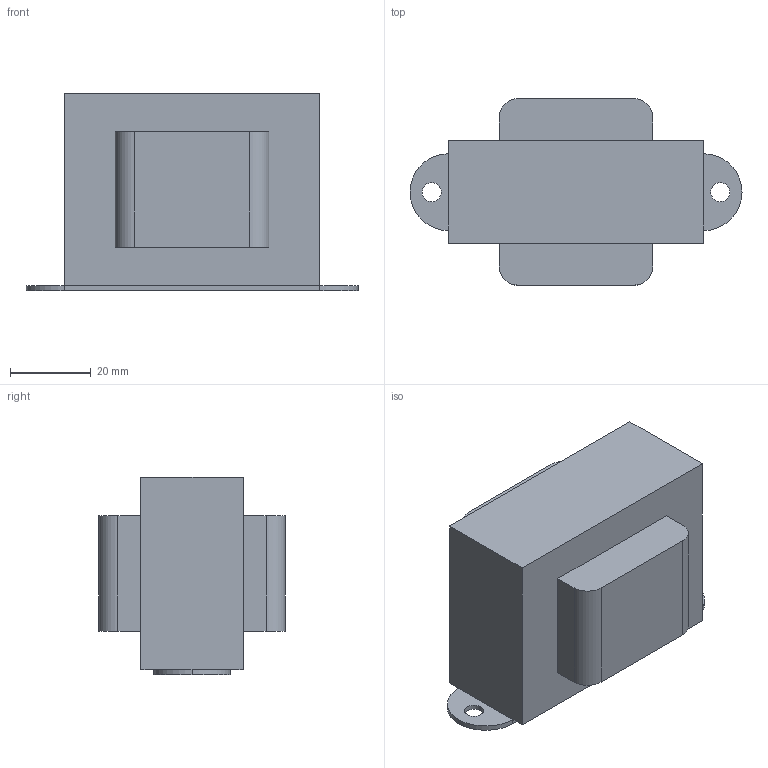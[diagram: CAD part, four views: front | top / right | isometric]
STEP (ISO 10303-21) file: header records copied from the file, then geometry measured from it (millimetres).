
FILE_DESCRIPTION (( 'STEP AP214' ), '1' );
FILE_NAME ('225FBCCC-09B2-46EF-B2B8-5744828C8884.STEP', '2022-10-13T20:13:29', ( '' ), ( '' ), 'SwSTEP 2.0', 'SolidWorks 2022', '' );
FILE_SCHEMA (( 'AUTOMOTIVE_DESIGN' ));
Length unit declared in the file: inch
Products named in the file (1): 225FBCCC-09B2-46EF-B2B8-5744828C8884
Bounding box: 82.26 x 46.23 x 48.9 mm (x, y, z)
Volume: 100426.7 mm3; surface area: 14929.6 mm2
Topology: 1 solids, 1 shells, 33 faces, 79 edges, 50 vertices
Faces by surface type: plane 22, cylinder 11
Entity records: 1155 total; most frequent: DIRECTION 169, CARTESIAN_POINT 163, ORIENTED_EDGE 158, EDGE_CURVE 79, VECTOR 57, LINE 57, AXIS2_PLACEMENT_3D 56, VERTEX_POINT 50
